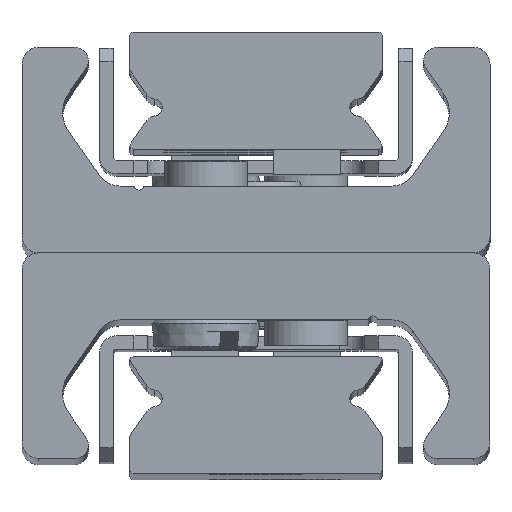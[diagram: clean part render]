
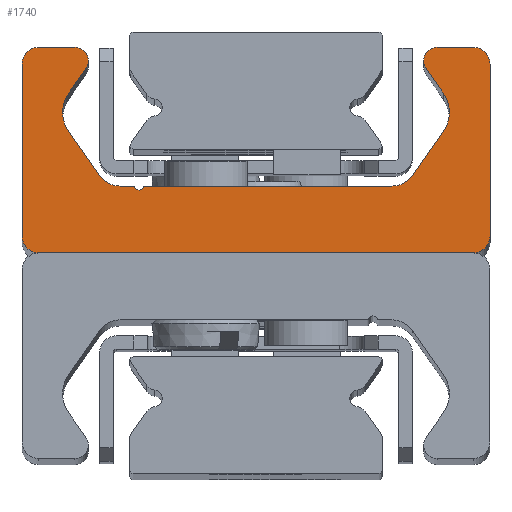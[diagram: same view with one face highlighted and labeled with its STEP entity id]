
A CAD part, top view. The second image highlights one B-rep face of the part: STEP entity #1740.
In plain terms, the highlighted planar face has unit normal (0, 0, 1).
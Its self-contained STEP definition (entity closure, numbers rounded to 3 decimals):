
#858=CARTESIAN_POINT('',(7.0,0.0,210.0));
#859=VERTEX_POINT('',#858);
#860=CARTESIAN_POINT('',(6.,1.0,210.0));
#861=VERTEX_POINT('',#860);
#862=CARTESIAN_POINT('',(7.0,1.0,210.0));
#863=DIRECTION('',(0.0,0.0,-1.0));
#864=DIRECTION('',(-1.0,0.0,0.0));
#865=AXIS2_PLACEMENT_3D('',#862,#863,#864);
#866=CIRCLE('',#865,1.0);
#867=EDGE_CURVE('',#859,#861,#866,.T.);
#900=CARTESIAN_POINT('',(6.,11.3,210.0));
#901=VERTEX_POINT('',#900);
#902=CARTESIAN_POINT('',(6.,1.0,210.0));
#903=DIRECTION('',(0.0,1.0,0.0));
#904=VECTOR('',#903,10.3);
#905=LINE('',#902,#904);
#906=EDGE_CURVE('',#861,#901,#905,.T.);
#931=CARTESIAN_POINT('',(7.0,12.3,210.0));
#932=VERTEX_POINT('',#931);
#933=CARTESIAN_POINT('',(7.,11.3,210.0));
#934=DIRECTION('',(0.0,0.0,-1.0));
#935=DIRECTION('',(0.0,1.0,0.0));
#936=AXIS2_PLACEMENT_3D('',#933,#934,#935);
#937=CIRCLE('',#936,1.0);
#938=EDGE_CURVE('',#901,#932,#937,.T.);
#964=CARTESIAN_POINT('',(9.17,12.3,210.0));
#965=VERTEX_POINT('',#964);
#966=CARTESIAN_POINT('',(7.0,12.3,210.0));
#967=DIRECTION('',(1.0,0.0,0.0));
#968=VECTOR('',#967,2.17);
#969=LINE('',#966,#968);
#970=EDGE_CURVE('',#932,#965,#969,.T.);
#995=CARTESIAN_POINT('',(9.826,11.041,210.0));
#996=VERTEX_POINT('',#995);
#997=CARTESIAN_POINT('',(9.17,11.5,210.0));
#998=DIRECTION('',(0.0,0.0,-1.));
#999=DIRECTION('',(0.819,-0.574,0.0));
#1000=AXIS2_PLACEMENT_3D('',#997,#998,#999);
#1001=CIRCLE('',#1000,0.8);
#1002=EDGE_CURVE('',#965,#996,#1001,.T.);
#1028=CARTESIAN_POINT('',(8.794,9.567,210.0));
#1029=VERTEX_POINT('',#1028);
#1030=CARTESIAN_POINT('',(9.826,11.041,210.0));
#1031=DIRECTION('',(-0.574,-0.819,0.0));
#1032=VECTOR('',#1031,1.799);
#1033=LINE('',#1030,#1032);
#1034=EDGE_CURVE('',#996,#1029,#1033,.T.);
#1059=CARTESIAN_POINT('',(8.794,7.273,210.0));
#1060=VERTEX_POINT('',#1059);
#1061=CARTESIAN_POINT('',(10.432,8.42,210.0));
#1062=DIRECTION('',(0.0,0.0,1.0));
#1063=DIRECTION('',(0.819,-0.574,0.0));
#1064=AXIS2_PLACEMENT_3D('',#1061,#1062,#1063);
#1065=CIRCLE('',#1064,2.0);
#1066=EDGE_CURVE('',#1029,#1060,#1065,.T.);
#1092=CARTESIAN_POINT('',(10.637,4.64,210.0));
#1093=VERTEX_POINT('',#1092);
#1094=CARTESIAN_POINT('',(8.794,7.273,210.0));
#1095=DIRECTION('',(0.574,-0.819,0.0));
#1096=VECTOR('',#1095,3.215);
#1097=LINE('',#1094,#1096);
#1098=EDGE_CURVE('',#1060,#1093,#1097,.T.);
#1123=CARTESIAN_POINT('',(11.866,4.,210.0));
#1124=VERTEX_POINT('',#1123);
#1125=CARTESIAN_POINT('',(11.866,5.5,210.0));
#1126=DIRECTION('',(0.0,0.0,1.0));
#1127=DIRECTION('',(0.819,0.574,0.0));
#1128=AXIS2_PLACEMENT_3D('',#1125,#1126,#1127);
#1129=CIRCLE('',#1128,1.5);
#1130=EDGE_CURVE('',#1093,#1124,#1129,.T.);
#1156=CARTESIAN_POINT('',(12.665,4.,210.0));
#1157=VERTEX_POINT('',#1156);
#1158=CARTESIAN_POINT('',(11.866,4.,210.0));
#1159=DIRECTION('',(1.0,0.0,0.0));
#1160=VECTOR('',#1159,0.798);
#1161=LINE('',#1158,#1160);
#1162=EDGE_CURVE('',#1124,#1157,#1161,.T.);
#1187=CARTESIAN_POINT('',(12.76,3.929,210.0));
#1188=VERTEX_POINT('',#1187);
#1189=CARTESIAN_POINT('',(12.665,3.9,210.0));
#1190=DIRECTION('',(0.0,0.0,-1.0));
#1191=DIRECTION('',(0.958,0.286,0.0));
#1192=AXIS2_PLACEMENT_3D('',#1189,#1190,#1191);
#1193=CIRCLE('',#1192,0.1);
#1194=EDGE_CURVE('',#1157,#1188,#1193,.T.);
#1220=CARTESIAN_POINT('',(13.24,3.929,210.0));
#1221=VERTEX_POINT('',#1220);
#1222=CARTESIAN_POINT('',(13.,4.0,210.0));
#1223=DIRECTION('',(0.0,0.0,1.));
#1224=DIRECTION('',(0.958,0.286,0.0));
#1225=AXIS2_PLACEMENT_3D('',#1222,#1223,#1224);
#1226=CIRCLE('',#1225,0.25);
#1227=EDGE_CURVE('',#1188,#1221,#1226,.T.);
#1253=CARTESIAN_POINT('',(13.335,4.0,210.0));
#1254=VERTEX_POINT('',#1253);
#1255=CARTESIAN_POINT('',(13.335,3.9,210.0));
#1256=DIRECTION('',(0.0,0.0,-1.0));
#1257=DIRECTION('',(0.0,1.0,0.0));
#1258=AXIS2_PLACEMENT_3D('',#1255,#1256,#1257);
#1259=CIRCLE('',#1258,0.1);
#1260=EDGE_CURVE('',#1221,#1254,#1259,.T.);
#1286=CARTESIAN_POINT('',(28.134,4.0,210.0));
#1287=VERTEX_POINT('',#1286);
#1288=CARTESIAN_POINT('',(13.335,4.0,210.0));
#1289=DIRECTION('',(1.0,0.0,0.0));
#1290=VECTOR('',#1289,14.798);
#1291=LINE('',#1288,#1290);
#1292=EDGE_CURVE('',#1254,#1287,#1291,.T.);
#1344=CARTESIAN_POINT('',(29.363,4.64,210.0));
#1345=VERTEX_POINT('',#1344);
#1346=CARTESIAN_POINT('',(28.134,5.5,210.0));
#1347=DIRECTION('',(0.0,0.0,1.0));
#1348=DIRECTION('',(0.0,1.0,0.0));
#1349=AXIS2_PLACEMENT_3D('',#1346,#1347,#1348);
#1350=CIRCLE('',#1349,1.5);
#1351=EDGE_CURVE('',#1287,#1345,#1350,.T.);
#1377=CARTESIAN_POINT('',(31.206,7.273,210.0));
#1378=VERTEX_POINT('',#1377);
#1379=CARTESIAN_POINT('',(29.363,4.64,210.0));
#1380=DIRECTION('',(0.574,0.819,0.0));
#1381=VECTOR('',#1380,3.215);
#1382=LINE('',#1379,#1381);
#1383=EDGE_CURVE('',#1345,#1378,#1382,.T.);
#1408=CARTESIAN_POINT('',(31.206,9.567,210.0));
#1409=VERTEX_POINT('',#1408);
#1410=CARTESIAN_POINT('',(29.568,8.42,210.0));
#1411=DIRECTION('',(0.0,0.0,1.));
#1412=DIRECTION('',(-0.819,0.574,0.0));
#1413=AXIS2_PLACEMENT_3D('',#1410,#1411,#1412);
#1414=CIRCLE('',#1413,2.0);
#1415=EDGE_CURVE('',#1378,#1409,#1414,.T.);
#1441=CARTESIAN_POINT('',(30.174,11.041,210.0));
#1442=VERTEX_POINT('',#1441);
#1443=CARTESIAN_POINT('',(31.206,9.567,210.0));
#1444=DIRECTION('',(-0.574,0.819,0.0));
#1445=VECTOR('',#1444,1.799);
#1446=LINE('',#1443,#1445);
#1447=EDGE_CURVE('',#1409,#1442,#1446,.T.);
#1472=CARTESIAN_POINT('',(30.83,12.3,210.0));
#1473=VERTEX_POINT('',#1472);
#1474=CARTESIAN_POINT('',(30.83,11.5,210.0));
#1475=DIRECTION('',(0.0,0.0,-1.0));
#1476=DIRECTION('',(0.0,1.0,0.0));
#1477=AXIS2_PLACEMENT_3D('',#1474,#1475,#1476);
#1478=CIRCLE('',#1477,0.8);
#1479=EDGE_CURVE('',#1442,#1473,#1478,.T.);
#1505=CARTESIAN_POINT('',(33.0,12.3,210.0));
#1506=VERTEX_POINT('',#1505);
#1507=CARTESIAN_POINT('',(30.83,12.3,210.0));
#1508=DIRECTION('',(1.0,0.0,0.0));
#1509=VECTOR('',#1508,2.17);
#1510=LINE('',#1507,#1509);
#1511=EDGE_CURVE('',#1473,#1506,#1510,.T.);
#1536=CARTESIAN_POINT('',(34.0,11.3,210.0));
#1537=VERTEX_POINT('',#1536);
#1538=CARTESIAN_POINT('',(33.0,11.3,210.0));
#1539=DIRECTION('',(0.0,0.0,-1.0));
#1540=DIRECTION('',(1.0,0.0,0.0));
#1541=AXIS2_PLACEMENT_3D('',#1538,#1539,#1540);
#1542=CIRCLE('',#1541,1.0);
#1543=EDGE_CURVE('',#1506,#1537,#1542,.T.);
#1569=CARTESIAN_POINT('',(34.0,1.0,210.0));
#1570=VERTEX_POINT('',#1569);
#1571=CARTESIAN_POINT('',(34.0,11.3,210.0));
#1572=DIRECTION('',(0.0,-1.0,0.0));
#1573=VECTOR('',#1572,10.3);
#1574=LINE('',#1571,#1573);
#1575=EDGE_CURVE('',#1537,#1570,#1574,.T.);
#1600=CARTESIAN_POINT('',(33.0,0.0,210.0));
#1601=VERTEX_POINT('',#1600);
#1602=CARTESIAN_POINT('',(33.0,1.0,210.0));
#1603=DIRECTION('',(0.0,0.0,-1.0));
#1604=DIRECTION('',(0.0,-1.0,0.0));
#1605=AXIS2_PLACEMENT_3D('',#1602,#1603,#1604);
#1606=CIRCLE('',#1605,1.0);
#1607=EDGE_CURVE('',#1570,#1601,#1606,.T.);
#1633=CARTESIAN_POINT('',(33.0,0.0,210.0));
#1634=DIRECTION('',(-1.0,0.0,0.0));
#1635=VECTOR('',#1634,26.0);
#1636=LINE('',#1633,#1635);
#1637=EDGE_CURVE('',#1601,#859,#1636,.T.);
#1709=CARTESIAN_POINT('',(19.983,4.783,210.0));
#1710=DIRECTION('',(0.0,0.0,1.0));
#1711=DIRECTION('',(1.0,0.0,0.0));
#1712=AXIS2_PLACEMENT_3D('',#1709,#1710,#1711);
#1713=PLANE('',#1712);
#1714=ORIENTED_EDGE('',*,*,#867,.F.);
#1715=ORIENTED_EDGE('',*,*,#1637,.F.);
#1716=ORIENTED_EDGE('',*,*,#1607,.F.);
#1717=ORIENTED_EDGE('',*,*,#1575,.F.);
#1718=ORIENTED_EDGE('',*,*,#1543,.F.);
#1719=ORIENTED_EDGE('',*,*,#1511,.F.);
#1720=ORIENTED_EDGE('',*,*,#1479,.F.);
#1721=ORIENTED_EDGE('',*,*,#1447,.F.);
#1722=ORIENTED_EDGE('',*,*,#1415,.F.);
#1723=ORIENTED_EDGE('',*,*,#1383,.F.);
#1724=ORIENTED_EDGE('',*,*,#1351,.F.);
#1725=ORIENTED_EDGE('',*,*,#1292,.F.);
#1726=ORIENTED_EDGE('',*,*,#1260,.F.);
#1727=ORIENTED_EDGE('',*,*,#1227,.F.);
#1728=ORIENTED_EDGE('',*,*,#1194,.F.);
#1729=ORIENTED_EDGE('',*,*,#1162,.F.);
#1730=ORIENTED_EDGE('',*,*,#1130,.F.);
#1731=ORIENTED_EDGE('',*,*,#1098,.F.);
#1732=ORIENTED_EDGE('',*,*,#1066,.F.);
#1733=ORIENTED_EDGE('',*,*,#1034,.F.);
#1734=ORIENTED_EDGE('',*,*,#1002,.F.);
#1735=ORIENTED_EDGE('',*,*,#970,.F.);
#1736=ORIENTED_EDGE('',*,*,#938,.F.);
#1737=ORIENTED_EDGE('',*,*,#906,.F.);
#1738=EDGE_LOOP('',(#1714,#1715,#1716,#1717,#1718,#1719,#1720,#1721,#1722,#1723,#1724,#1725,#1726,#1727,#1728,#1729,#1730,#1731,#1732,#1733,#1734,#1735,#1736,#1737));
#1739=FACE_OUTER_BOUND('',#1738,.T.);
#1740=ADVANCED_FACE('',(#1739),#1713,.T.);
